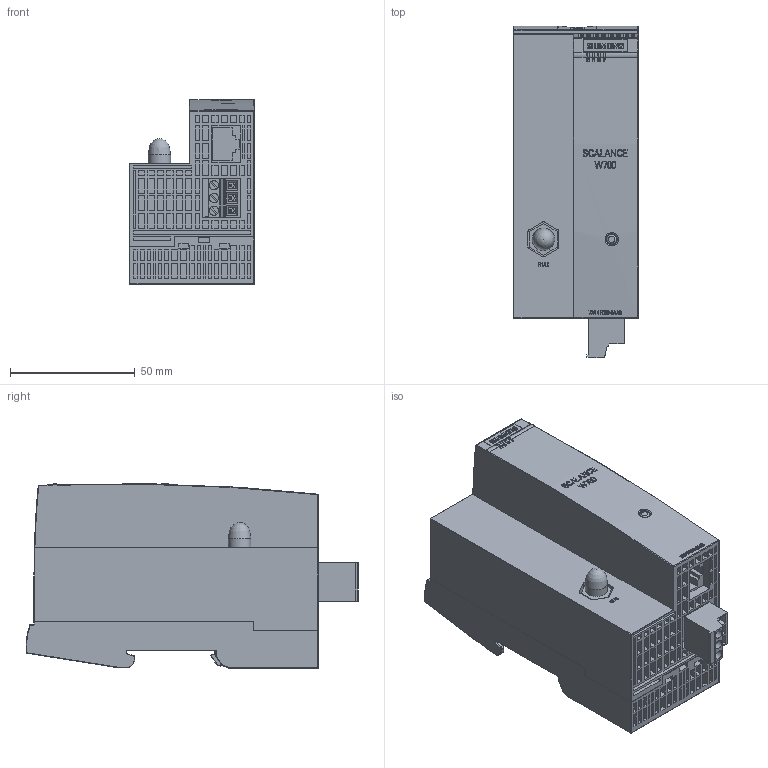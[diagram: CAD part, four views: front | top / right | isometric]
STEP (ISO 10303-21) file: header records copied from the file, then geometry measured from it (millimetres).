
FILE_DESCRIPTION(/* description */ (''),/* implementation_level */ '2;1');
FILE_NAME(/* name */ 'A5E33127252A_001.stp',/* time_stamp */ '2013-11-13T12:38:42+01:00',/* author */ ('B. Mukli'),/* organization */ ('Siemens AG.'),/* preprocessor_version */ 'ST-DEVELOPER v11',/* originating_system */ 'SIEMENS PLM Software NX 7.5',/* authorisation */ '');
FILE_SCHEMA (('AUTOMOTIVE_DESIGN { 1 0 10303 214 1 1 1 1 }'));
Products named in the file (3): A5E33127429A_001; A5E33068461A_001; A5E33127252A_001
Assembly tree (2 placements, depth 2):
  A5E33127252A_001
    A5E33068461A_001
    A5E33127429A_001
Bounding box: 50.1 x 132.95 x 74 mm (x, y, z)
Volume: 315876 mm3; surface area: 50961.3 mm2
Topology: 52 solids, 52 shells, 2940 faces, 7682 edges, 5028 vertices
Faces by surface type: plane 2023, extrusion 567, cylinder 269, sphere 32, torus 29, bspline 16, cone 3, revolution 1
Full cylindrical faces by diameter (mm): 0.457 x1, 2.8 x2, 3.491 x1, 3.7 x3, 3.8 x1, 4 x2, 7.5 x2, 9 x1
Entity records: 120623 total; most frequent: CARTESIAN_POINT 30239, ORIENTED_EDGE 15244, DIRECTION 12413, EDGE_CURVE 7622, VECTOR 6028, LINE 5461, VERTEX_POINT 5016, EDGE_LOOP 3223
